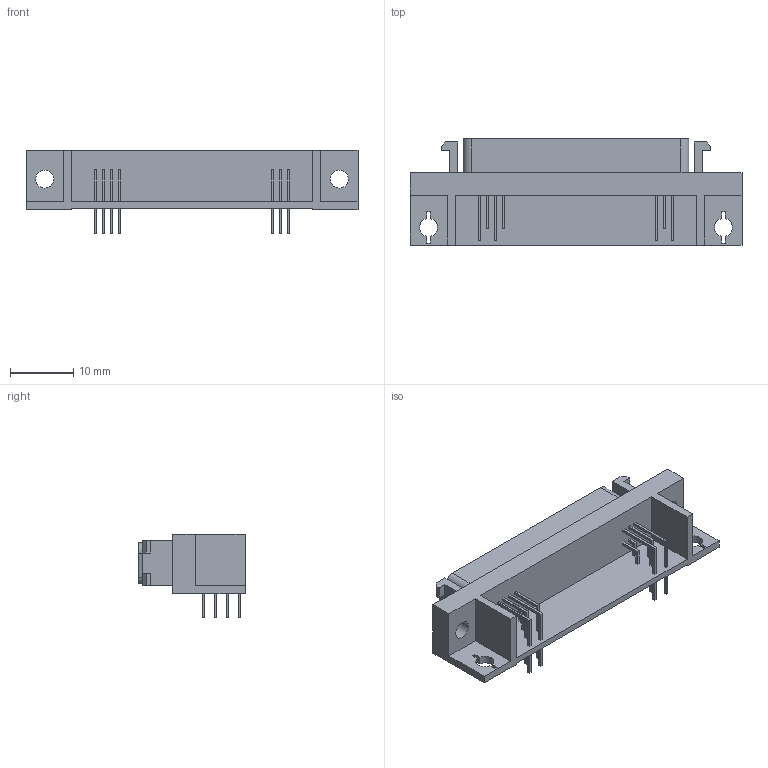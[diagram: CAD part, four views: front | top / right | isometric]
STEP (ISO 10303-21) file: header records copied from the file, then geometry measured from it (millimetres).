
FILE_DESCRIPTION((''),'2;1');
FILE_NAME('3M_N10250-5212PL.stp','2013-06-04T15:18:39',(''),(''),'Mechanical Desktop 2011','Mechanical Desktop 2011',', , ');
FILE_SCHEMA(('AUTOMOTIVE_DESIGN { 1 2 10303 214 1 1 1 1 }'));
Length unit declared in the file: millimetre
Products named in the file (1): Product
Bounding box: 52.32 x 16.76 x 13.21 mm (x, y, z)
Volume: 3111.4 mm3; surface area: 3895.7 mm2
Topology: 43 solids, 43 shells, 360 faces, 810 edges, 540 vertices
Faces by surface type: plane 207, bspline 141, cylinder 12
Entity records: 9864 total; most frequent: CARTESIAN_POINT 2134, ORIENTED_EDGE 1620, DIRECTION 1274, EDGE_CURVE 810, VECTOR 786, LINE 786, VERTEX_POINT 540, EDGE_LOOP 372
